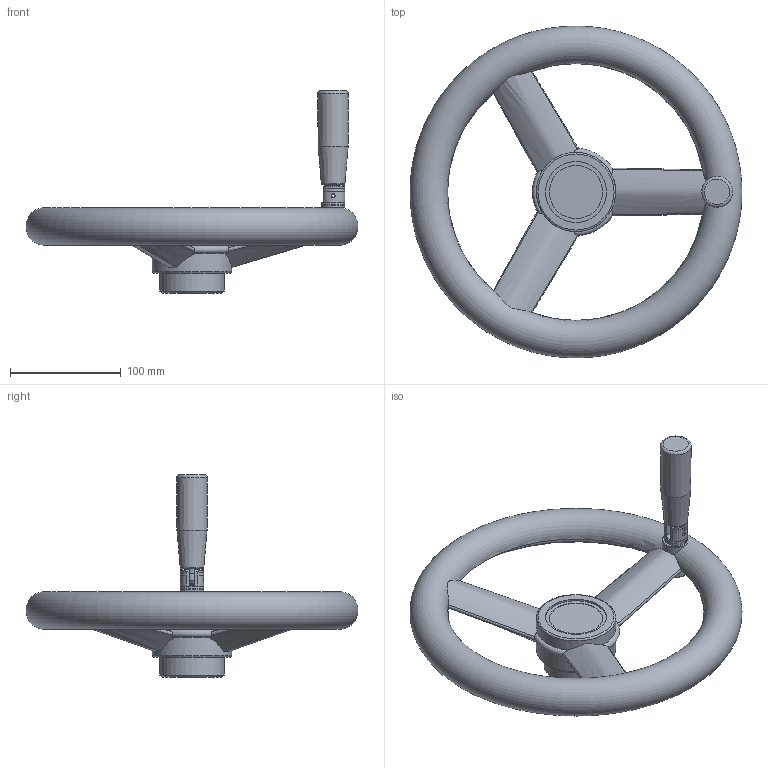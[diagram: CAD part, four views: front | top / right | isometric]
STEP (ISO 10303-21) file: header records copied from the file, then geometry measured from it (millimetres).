
FILE_DESCRIPTION( ( 'Unknown' ), '1' );
FILE_NAME( '6153030_VRA300-MR.stp', 'Unknown', ( 'Unknown' ), ( 'Unknown' ), 'PSStep 10.0', 'Unknown', ' ' );
FILE_SCHEMA( ( 'automotive_design' ) );
Length unit declared in the file: millimetre
Products named in the file (3): 6153030
Bounding box: 299.95 x 299.95 x 182.92 mm (x, y, z)
Volume: 1007082.3 mm3; surface area: 155245.9 mm2
Topology: 3 solids, 3 shells, 167 faces, 438 edges, 276 vertices
Faces by surface type: plane 65, cylinder 43, cone 27, bspline 17, torus 13, sphere 2
Full cylindrical faces by diameter (mm): 3.2 x2, 3.5 x1, 5.422 x1, 6 x3, 6.5 x1, 6.95 x1, 7.03 x1, 8.17 x1, 8.3 x1, 9.3 x1, 11 x1, 11.52 x1, 11.538 x1, 12 x2, 13.076 x1, 21 x2, 48 x1, 55 x1, 58 x1, 71.7 x2
Entity records: 8113 total; most frequent: CARTESIAN_POINT 3150, ORIENTED_EDGE 718, DIRECTION 683, EDGE_CURVE 359, AXIS2_PLACEMENT_3D 293, VERTEX_POINT 254, EDGE_LOOP 242, FACE_OUTER_BOUND 203
